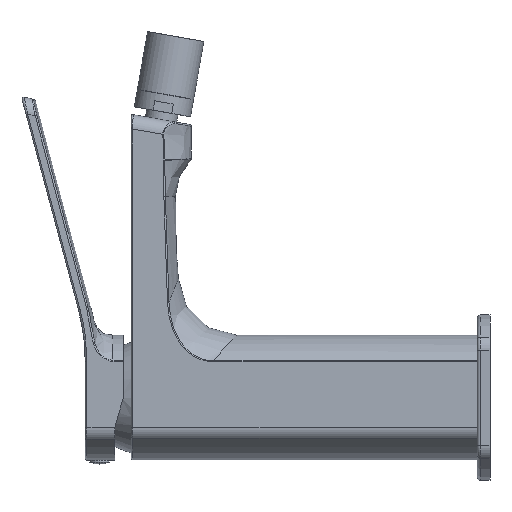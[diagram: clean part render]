
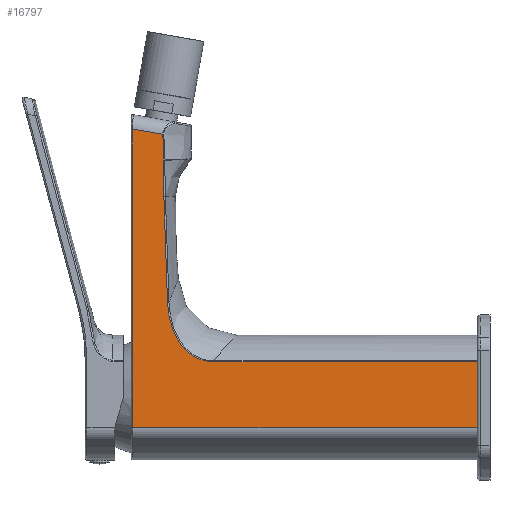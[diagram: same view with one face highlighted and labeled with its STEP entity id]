
A CAD part, left-side view. The second image highlights one B-rep face of the part: STEP entity #16797.
In plain terms, the highlighted planar face has unit normal (-1, 0, 0.009).
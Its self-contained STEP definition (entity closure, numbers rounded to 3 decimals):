
#5706=DIRECTION('',(0.009,0.,1.));
#5707=VECTOR('',#5706,20.867);
#5708=CARTESIAN_POINT('',(-18.483,0.,-9.512));
#5709=LINE('',#5708,#5707);
#5710=DIRECTION('',(0.,-1.,0.));
#5711=VECTOR('',#5710,108.7);
#5712=CARTESIAN_POINT('',(-18.483,108.7,-9.512));
#5713=LINE('',#5712,#5711);
#5714=DIRECTION('',(0.009,0.,1.));
#5715=VECTOR('',#5714,94.301);
#5716=CARTESIAN_POINT('',(-18.483,108.7,-9.512));
#5717=LINE('',#5716,#5715);
#5718=DIRECTION('',(0.002,0.985,0.174));
#5719=VECTOR('',#5718,9.632);
#5720=CARTESIAN_POINT('',(-17.674,99.214,83.113));
#5721=LINE('',#5720,#5719);
#5722=CARTESIAN_POINT('',(-17.745,98.952,74.986));
#5723=CARTESIAN_POINT('',(-17.737,98.982,75.894));
#5724=CARTESIAN_POINT('',(-17.722,99.04,77.706));
#5725=CARTESIAN_POINT('',(-17.698,99.127,80.415));
#5726=CARTESIAN_POINT('',(-17.682,99.185,82.215));
#5727=CARTESIAN_POINT('',(-17.674,99.214,83.113));
#5729=CARTESIAN_POINT('',(-17.847,98.893,63.346));
#5730=CARTESIAN_POINT('',(-17.844,98.899,63.638));
#5731=CARTESIAN_POINT('',(-17.839,98.909,64.205));
#5732=CARTESIAN_POINT('',(-17.832,98.92,64.999));
#5733=CARTESIAN_POINT('',(-17.826,98.928,65.766));
#5734=CARTESIAN_POINT('',(-17.819,98.935,66.512));
#5735=CARTESIAN_POINT('',(-17.813,98.94,67.248));
#5736=CARTESIAN_POINT('',(-17.806,98.943,67.986));
#5737=CARTESIAN_POINT('',(-17.8,98.946,68.728));
#5738=CARTESIAN_POINT('',(-17.793,98.947,69.466));
#5739=CARTESIAN_POINT('',(-17.787,98.948,70.217));
#5740=CARTESIAN_POINT('',(-17.78,98.948,71.005));
#5741=CARTESIAN_POINT('',(-17.773,98.948,71.851));
#5742=CARTESIAN_POINT('',(-17.764,98.948,72.779));
#5743=CARTESIAN_POINT('',(-17.756,98.949,73.807));
#5744=CARTESIAN_POINT('',(-17.749,98.951,74.58));
#5745=CARTESIAN_POINT('',(-17.745,98.952,74.986));
#5747=CARTESIAN_POINT('',(-17.847,98.893,63.346));
#5748=CARTESIAN_POINT('',(-17.862,98.833,61.576));
#5749=CARTESIAN_POINT('',(-17.892,98.715,58.114));
#5750=CARTESIAN_POINT('',(-17.936,98.547,53.177));
#5751=CARTESIAN_POINT('',(-17.977,98.386,48.426));
#5752=CARTESIAN_POINT('',(-18.017,98.228,43.803));
#5753=CARTESIAN_POINT('',(-18.057,98.073,39.245));
#5754=CARTESIAN_POINT('',(-18.097,97.918,34.697));
#5755=CARTESIAN_POINT('',(-18.124,97.814,31.615));
#5756=CARTESIAN_POINT('',(-18.137,97.761,30.067));
#5758=CARTESIAN_POINT('',(-18.137,97.761,30.067));
#5759=CARTESIAN_POINT('',(-18.14,97.749,29.728));
#5760=CARTESIAN_POINT('',(-18.146,97.714,29.053));
#5761=CARTESIAN_POINT('',(-18.155,97.625,28.047));
#5762=CARTESIAN_POINT('',(-18.164,97.499,27.053));
#5763=CARTESIAN_POINT('',(-18.172,97.34,26.074));
#5764=CARTESIAN_POINT('',(-18.18,97.146,25.115));
#5765=CARTESIAN_POINT('',(-18.189,96.922,24.178));
#5766=CARTESIAN_POINT('',(-18.197,96.668,23.269));
#5767=CARTESIAN_POINT('',(-18.204,96.386,22.389));
#5768=CARTESIAN_POINT('',(-18.212,96.079,21.543));
#5769=CARTESIAN_POINT('',(-18.219,95.75,20.733));
#5770=CARTESIAN_POINT('',(-18.225,95.401,19.96));
#5771=CARTESIAN_POINT('',(-18.232,95.034,19.226));
#5772=CARTESIAN_POINT('',(-18.238,94.652,18.531));
#5773=CARTESIAN_POINT('',(-18.244,94.258,17.876));
#5774=CARTESIAN_POINT('',(-18.249,93.852,17.26));
#5775=CARTESIAN_POINT('',(-18.254,93.437,16.684));
#5776=CARTESIAN_POINT('',(-18.259,93.015,16.145));
#5777=CARTESIAN_POINT('',(-18.263,92.586,15.643));
#5778=CARTESIAN_POINT('',(-18.267,92.151,15.176));
#5779=CARTESIAN_POINT('',(-18.271,91.712,14.743));
#5780=CARTESIAN_POINT('',(-18.274,91.269,14.342));
#5781=CARTESIAN_POINT('',(-18.278,90.821,13.971));
#5782=CARTESIAN_POINT('',(-18.281,90.368,13.629));
#5783=CARTESIAN_POINT('',(-18.283,89.912,13.315));
#5784=CARTESIAN_POINT('',(-18.286,89.449,13.026));
#5785=CARTESIAN_POINT('',(-18.288,88.982,12.763));
#5786=CARTESIAN_POINT('',(-18.29,88.507,12.523));
#5787=CARTESIAN_POINT('',(-18.292,88.025,12.306));
#5788=CARTESIAN_POINT('',(-18.294,87.533,12.111));
#5789=CARTESIAN_POINT('',(-18.295,87.032,11.938));
#5790=CARTESIAN_POINT('',(-18.297,86.519,11.787));
#5791=CARTESIAN_POINT('',(-18.298,85.993,11.658));
#5792=CARTESIAN_POINT('',(-18.299,85.45,11.55));
#5793=CARTESIAN_POINT('',(-18.3,84.891,11.464));
#5794=CARTESIAN_POINT('',(-18.3,84.313,11.401));
#5795=CARTESIAN_POINT('',(-18.3,83.716,11.363));
#5796=CARTESIAN_POINT('',(-18.301,83.305,11.354));
#5797=CARTESIAN_POINT('',(-18.301,83.096,11.354));
#5799=DIRECTION('',(0.,-1.,0.));
#5800=VECTOR('',#5799,83.096);
#5801=CARTESIAN_POINT('',(-18.301,83.096,11.354));
#5802=LINE('',#5801,#5800);
#6612=VERTEX_POINT('',#5758);
#6613=VERTEX_POINT('',#5797);
#6615=VERTEX_POINT('',#5747);
#6616=VERTEX_POINT('',#5745);
#6618=VERTEX_POINT('',#5727);
#6640=CARTESIAN_POINT('',(-17.66,108.7,84.786));
#6641=VERTEX_POINT('',#6640);
#6648=CARTESIAN_POINT('',(-18.483,108.7,-9.512));
#6649=VERTEX_POINT('',#6648);
#6974=CARTESIAN_POINT('',(-18.483,0.,-9.512));
#6975=CARTESIAN_POINT('',(-18.301,0.,11.354));
#6976=VERTEX_POINT('',#6974);
#6977=VERTEX_POINT('',#6975);
#16779=CARTESIAN_POINT('',(-18.5,0.,-11.504));
#16780=DIRECTION('',(-1.,0.,0.009));
#16781=DIRECTION('',(0.,1.,0.));
#16782=AXIS2_PLACEMENT_3D('',#16779,#16780,#16781);
#16783=PLANE('',#16782);
#16784=ORIENTED_EDGE('',*,*,#8010,.F.);
#16786=ORIENTED_EDGE('',*,*,#16785,.F.);
#16787=ORIENTED_EDGE('',*,*,#7053,.T.);
#16788=ORIENTED_EDGE('',*,*,#7138,.F.);
#16789=ORIENTED_EDGE('',*,*,#7550,.F.);
#16790=ORIENTED_EDGE('',*,*,#7599,.F.);
#16791=ORIENTED_EDGE('',*,*,#7647,.T.);
#16793=ORIENTED_EDGE('',*,*,#16792,.T.);
#16794=ORIENTED_EDGE('',*,*,#16764,.T.);
#16795=EDGE_LOOP('',(#16784,#16786,#16787,#16788,#16789,#16790,#16791,#16793,
#16794));
#16796=FACE_OUTER_BOUND('',#16795,.F.);
#16797=ADVANCED_FACE('',(#16796),#16783,.T.);
#5728=B_SPLINE_CURVE_WITH_KNOTS('',3,(#5722,#5723,#5724,#5725,#5726,#5727),
.UNSPECIFIED.,.F.,.F.,(4,1,1,4),(0.,0.333,0.667,1.),
.UNSPECIFIED.);
#5746=B_SPLINE_CURVE_WITH_KNOTS('',3,(#5729,#5730,#5731,#5732,#5733,#5734,#5735,
#5736,#5737,#5738,#5739,#5740,#5741,#5742,#5743,#5744,#5745),.UNSPECIFIED.,.F.,
.F.,(4,1,1,1,1,1,1,1,1,1,1,1,1,1,4),(0.,0.071,0.143,
0.214,0.286,0.357,0.429,0.5,
0.571,0.643,0.714,0.786,
0.857,0.929,1.),.UNSPECIFIED.);
#5757=B_SPLINE_CURVE_WITH_KNOTS('',3,(#5747,#5748,#5749,#5750,#5751,#5752,#5753,
#5754,#5755,#5756),.UNSPECIFIED.,.F.,.F.,(4,1,1,1,1,1,1,4),(0.,
0.143,0.286,0.429,0.571,
0.714,0.857,1.),.UNSPECIFIED.);
#5798=B_SPLINE_CURVE_WITH_KNOTS('',3,(#5758,#5759,#5760,#5761,#5762,#5763,#5764,
#5765,#5766,#5767,#5768,#5769,#5770,#5771,#5772,#5773,#5774,#5775,#5776,#5777,
#5778,#5779,#5780,#5781,#5782,#5783,#5784,#5785,#5786,#5787,#5788,#5789,#5790,
#5791,#5792,#5793,#5794,#5795,#5796,#5797),.UNSPECIFIED.,.F.,.F.,(4,1,1,1,1,1,1,
1,1,1,1,1,1,1,1,1,1,1,1,1,1,1,1,1,1,1,1,1,1,1,1,1,1,1,1,1,1,4),(0.,
0.027,0.054,0.081,0.108,
0.135,0.162,0.189,0.216,
0.243,0.27,0.297,0.324,
0.351,0.378,0.405,0.432,
0.459,0.486,0.514,0.541,
0.568,0.595,0.622,0.649,
0.676,0.703,0.73,0.757,
0.784,0.811,0.838,0.865,
0.892,0.919,0.946,0.973,1.),
.UNSPECIFIED.);
#7053=EDGE_CURVE('',#6649,#6641,#5717,.T.);
#7138=EDGE_CURVE('',#6618,#6641,#5721,.T.);
#7550=EDGE_CURVE('',#6616,#6618,#5728,.T.);
#7599=EDGE_CURVE('',#6615,#6616,#5746,.T.);
#7647=EDGE_CURVE('',#6615,#6612,#5757,.T.);
#8010=EDGE_CURVE('',#6976,#6977,#5709,.T.);
#16764=EDGE_CURVE('',#6613,#6977,#5802,.T.);
#16785=EDGE_CURVE('',#6649,#6976,#5713,.T.);
#16792=EDGE_CURVE('',#6612,#6613,#5798,.T.);
